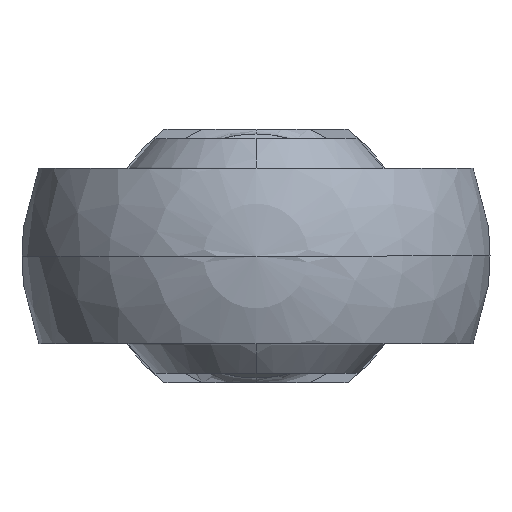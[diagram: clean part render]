
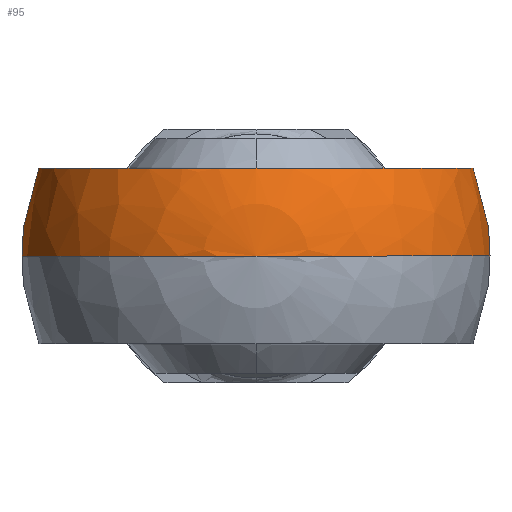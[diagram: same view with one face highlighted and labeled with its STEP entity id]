
A CAD part, left-side view. The second image highlights one B-rep face of the part: STEP entity #95.
In plain terms, the highlighted spherical face has radius 12 mm.
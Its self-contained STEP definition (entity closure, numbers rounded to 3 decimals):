
#95=ADVANCED_FACE('',(#231),#232,.T.);
#231=FACE_OUTER_BOUND('',#416,.T.);
#232=SPHERICAL_SURFACE('',#417,12.0);
#416=EDGE_LOOP('',(#626,#627,#628,#629,#630));
#417=AXIS2_PLACEMENT_3D('',#631,#632,#633);
#626=ORIENTED_EDGE('',*,*,#1067,.F.);
#627=ORIENTED_EDGE('',*,*,#1068,.F.);
#628=ORIENTED_EDGE('',*,*,#1069,.F.);
#629=ORIENTED_EDGE('',*,*,#1070,.T.);
#630=ORIENTED_EDGE('',*,*,#1071,.F.);
#631=CARTESIAN_POINT('',(0.,0.,0.0));
#632=DIRECTION('',(1.0,-0.0,-0.0));
#633=DIRECTION('',(0.0,1.0,0.0));
#1067=EDGE_CURVE('',#1268,#1269,#1270,.T.);
#1068=EDGE_CURVE('',#1271,#1268,#1272,.T.);
#1069=EDGE_CURVE('',#1273,#1271,#1274,.T.);
#1070=EDGE_CURVE('',#1273,#1275,#1276,.F.);
#1071=EDGE_CURVE('',#1269,#1275,#1277,.T.);
#1268=VERTEX_POINT('',#1529);
#1269=VERTEX_POINT('',#1530);
#1270=CIRCLE('',#1531,12.0);
#1271=VERTEX_POINT('',#1532);
#1272=CIRCLE('',#1533,12.0);
#1273=VERTEX_POINT('',#1534);
#1274=CIRCLE('',#1535,10.749);
#1275=VERTEX_POINT('',#1536);
#1276=CIRCLE('',#1537,11.124);
#1277=CIRCLE('',#1538,10.749);
#1529=CARTESIAN_POINT('',(-12.0,0.,0.0));
#1530=CARTESIAN_POINT('',(5.335,10.749,0.));
#1531=AXIS2_PLACEMENT_3D('',#1904,#1905,#1906);
#1532=CARTESIAN_POINT('',(5.335,-10.749,0.));
#1533=AXIS2_PLACEMENT_3D('',#1907,#1908,#1909);
#1534=CARTESIAN_POINT('',(5.335,-9.762,4.5));
#1535=AXIS2_PLACEMENT_3D('',#1910,#1911,#1912);
#1536=CARTESIAN_POINT('',(5.335,9.762,4.5));
#1537=AXIS2_PLACEMENT_3D('',#1913,#1914,#1915);
#1538=AXIS2_PLACEMENT_3D('',#1916,#1917,#1918);
#1904=CARTESIAN_POINT('',(0.,0.,0.0));
#1905=DIRECTION('',(-0.0,0.,-1.0));
#1906=DIRECTION('',(0.0,-1.0,0.));
#1907=CARTESIAN_POINT('',(0.,0.,0.0));
#1908=DIRECTION('',(-0.0,0.,-1.0));
#1909=DIRECTION('',(0.0,-1.0,0.));
#1910=CARTESIAN_POINT('',(5.335,0.0,0.0));
#1911=DIRECTION('',(1.0,0.0,-0.0));
#1912=DIRECTION('',(-0.0,0.0,-1.0));
#1913=CARTESIAN_POINT('',(0.,0.,4.5));
#1914=DIRECTION('',(0.0,-0.0,1.0));
#1915=DIRECTION('',(1.0,0.0,-0.0));
#1916=CARTESIAN_POINT('',(5.335,0.0,0.0));
#1917=DIRECTION('',(1.0,0.0,-0.0));
#1918=DIRECTION('',(-0.0,0.0,-1.0));
